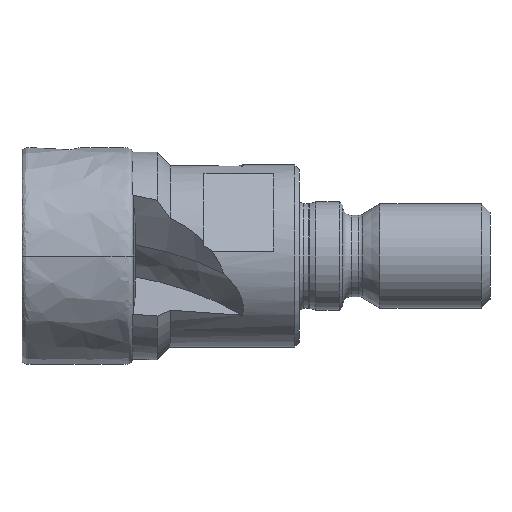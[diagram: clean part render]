
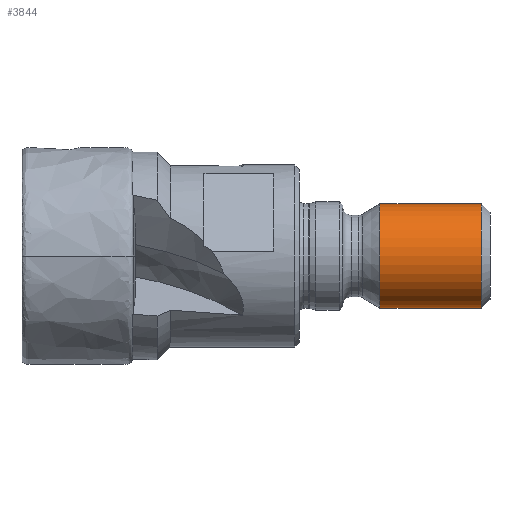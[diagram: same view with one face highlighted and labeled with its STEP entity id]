
A CAD part, front view. The second image highlights one B-rep face of the part: STEP entity #3844.
In plain terms, the highlighted cylindrical face has radius 6 mm (diameter 12 mm), a partial arc.
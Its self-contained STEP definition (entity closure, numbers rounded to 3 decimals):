
#305 = LINE ( 'NONE', #4581, #309 ) ;
#308 = LINE ( 'NONE', #4571, #311 ) ;
#309 = VECTOR ( 'NONE', #4556, 1000. ) ;
#311 = VECTOR ( 'NONE', #4585, 1000. ) ;
#465 = CIRCLE ( 'NONE', #578, 6. ) ;
#468 = CIRCLE ( 'NONE', #582, 6. ) ;
#500 = FACE_OUTER_BOUND ( 'NONE', #4661, .T. ) ;
#506 = CYLINDRICAL_SURFACE ( 'NONE', #607, 6. ) ;
#578 = AXIS2_PLACEMENT_3D ( 'NONE', #5244, #5245, #5246 ) ;
#582 = AXIS2_PLACEMENT_3D ( 'NONE', #5257, #5258, #5259 ) ;
#607 = AXIS2_PLACEMENT_3D ( 'NONE', #5401, #5397, #5409 ) ;
#856 = EDGE_CURVE ( 'NONE', #4869, #4816, #305, .T. ) ;
#857 = EDGE_CURVE ( 'NONE', #3622, #4901, #308, .T. ) ;
#1054 = EDGE_CURVE ( 'NONE', #4816, #4901, #465, .T. ) ;
#1058 = EDGE_CURVE ( 'NONE', #4869, #3622, #468, .T. ) ;
#2679 = CARTESIAN_POINT ( 'NONE',  ( 40.2, 0., -6. ) ) ;
#2752 = CARTESIAN_POINT ( 'NONE',  ( 51.9, 0., -6. ) ) ;
#2801 = CARTESIAN_POINT ( 'NONE',  ( 40.2, 0., 6. ) ) ;
#3552 = ORIENTED_EDGE ( 'NONE', *, *, #1058, .T. ) ;
#3564 = ORIENTED_EDGE ( 'NONE', *, *, #857, .T. ) ;
#3576 = ORIENTED_EDGE ( 'NONE', *, *, #856, .F. ) ;
#3590 = ORIENTED_EDGE ( 'NONE', *, *, #1054, .F. ) ;
#3622 = VERTEX_POINT ( 'NONE', #5307 ) ;
#3844 = ADVANCED_FACE ( 'NONE', ( #500 ), #506, .T. ) ;
#4556 = DIRECTION ( 'NONE',  ( -1., 0., 0. ) ) ;
#4571 = CARTESIAN_POINT ( 'NONE',  ( 0., 0., 6. ) ) ;
#4581 = CARTESIAN_POINT ( 'NONE',  ( 0., 0., -6. ) ) ;
#4585 = DIRECTION ( 'NONE',  ( -1., 0., 0. ) ) ;
#4661 = EDGE_LOOP ( 'NONE', ( #3576, #3552, #3564, #3590 ) ) ;
#4816 = VERTEX_POINT ( 'NONE', #2679 ) ;
#4869 = VERTEX_POINT ( 'NONE', #2752 ) ;
#4901 = VERTEX_POINT ( 'NONE', #2801 ) ;
#5244 = CARTESIAN_POINT ( 'NONE',  ( 40.2, 0., 0. ) ) ;
#5245 = DIRECTION ( 'NONE',  ( -1., 0., 0. ) ) ;
#5246 = DIRECTION ( 'NONE',  ( 0., 0., 1. ) ) ;
#5257 = CARTESIAN_POINT ( 'NONE',  ( 51.9, 0., 0. ) ) ;
#5258 = DIRECTION ( 'NONE',  ( -1., 0., 0. ) ) ;
#5259 = DIRECTION ( 'NONE',  ( 0., 0., 1. ) ) ;
#5307 = CARTESIAN_POINT ( 'NONE',  ( 51.9, 0., 6. ) ) ;
#5397 = DIRECTION ( 'NONE',  ( -1., 0., 0. ) ) ;
#5401 = CARTESIAN_POINT ( 'NONE',  ( 0., 0., 0. ) ) ;
#5409 = DIRECTION ( 'NONE',  ( 0., 0., 1. ) ) ;
